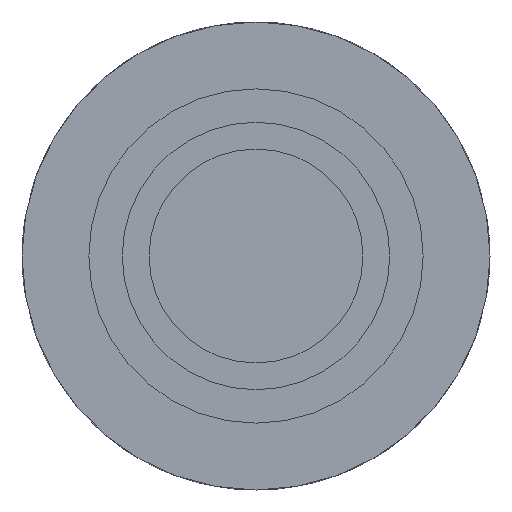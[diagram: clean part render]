
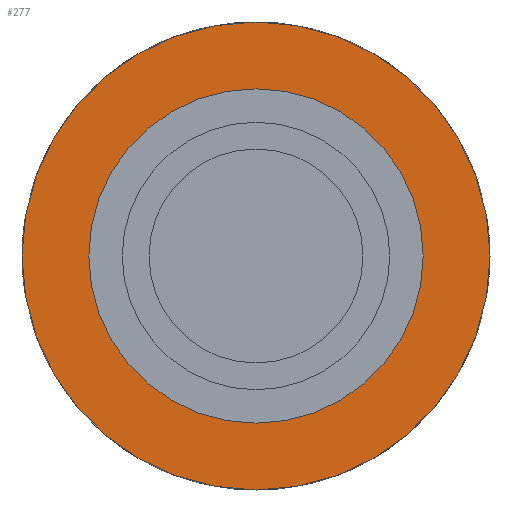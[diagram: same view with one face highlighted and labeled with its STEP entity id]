
A CAD part, front view. The second image highlights one B-rep face of the part: STEP entity #277.
In plain terms, the highlighted planar face has unit normal (0, -1, 0).
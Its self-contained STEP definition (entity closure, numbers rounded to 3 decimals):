
#48=CARTESIAN_POINT('',(0.,4.1,0.));
#49=DIRECTION('',(0.,1.,0.));
#50=DIRECTION('',(1.,0.,0.));
#51=AXIS2_PLACEMENT_3D('',#48,#49,#50);
#53=CARTESIAN_POINT('',(0.,4.1,0.));
#54=DIRECTION('',(0.,-1.,0.));
#55=DIRECTION('',(1.,0.,0.));
#56=AXIS2_PLACEMENT_3D('',#53,#54,#55);
#63=CARTESIAN_POINT('',(0.,4.1,0.));
#64=DIRECTION('',(0.,-1.,0.));
#65=DIRECTION('',(1.,0.,0.));
#66=AXIS2_PLACEMENT_3D('',#63,#64,#65);
#116=CARTESIAN_POINT('',(0.,4.1,0.));
#117=DIRECTION('',(0.,1.,0.));
#118=DIRECTION('',(1.,0.,0.));
#119=AXIS2_PLACEMENT_3D('',#116,#117,#118);
#143=CARTESIAN_POINT('',(1.25,4.1,0.));
#145=VERTEX_POINT('',#143);
#151=CARTESIAN_POINT('',(-1.25,4.1,0.));
#153=VERTEX_POINT('',#151);
#154=CARTESIAN_POINT('',(1.75,4.1,0.));
#155=CARTESIAN_POINT('',(-1.75,4.1,0.));
#156=VERTEX_POINT('',#154);
#157=VERTEX_POINT('',#155);
#262=CARTESIAN_POINT('',(0.,4.1,0.));
#263=DIRECTION('',(0.,-1.,0.));
#264=DIRECTION('',(-1.,0.,0.));
#265=AXIS2_PLACEMENT_3D('',#262,#263,#264);
#266=PLANE('',#265);
#268=ORIENTED_EDGE('',*,*,#267,.F.);
#270=ORIENTED_EDGE('',*,*,#269,.T.);
#271=EDGE_LOOP('',(#268,#270));
#272=FACE_OUTER_BOUND('',#271,.F.);
#273=ORIENTED_EDGE('',*,*,#255,.F.);
#274=ORIENTED_EDGE('',*,*,#244,.T.);
#275=EDGE_LOOP('',(#273,#274));
#276=FACE_BOUND('',#275,.F.);
#277=ADVANCED_FACE('',(#272,#276),#266,.T.);
#52=CIRCLE('',#51,1.25);
#57=CIRCLE('',#56,1.25);
#67=CIRCLE('',#66,1.75);
#120=CIRCLE('',#119,1.75);
#244=EDGE_CURVE('',#145,#153,#57,.T.);
#255=EDGE_CURVE('',#145,#153,#52,.T.);
#267=EDGE_CURVE('',#156,#157,#67,.T.);
#269=EDGE_CURVE('',#156,#157,#120,.T.);
